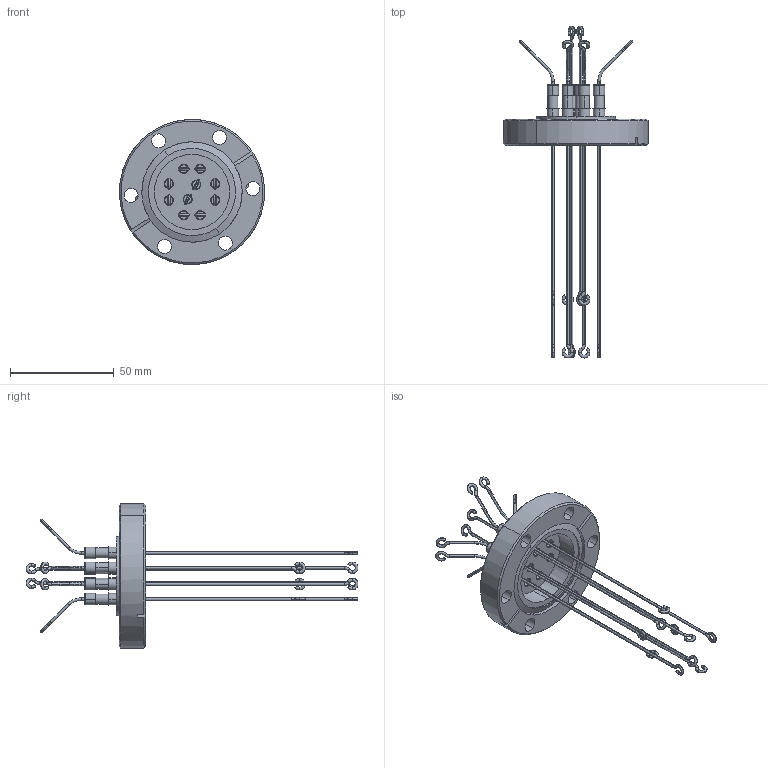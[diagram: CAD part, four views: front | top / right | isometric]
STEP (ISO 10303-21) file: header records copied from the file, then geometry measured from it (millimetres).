
FILE_DESCRIPTION (( 'STEP AP203' ), '1' );
FILE_NAME ('A0797-3-CF.STEP', '2013-04-01T12:10:39', ( '' ), ( '' ), 'SwSTEP 2.0', 'SolidWorks 2012', '' );
FILE_SCHEMA (( 'CONFIG_CONTROL_DESIGN' ));
Length unit declared in the file: inch
Products named in the file (1): A0797-3-CF
Bounding box: 69.79 x 159.72 x 69.74 mm (x, y, z)
Volume: 40668.3 mm3; surface area: 26530.8 mm2
Topology: 7 solids, 17 shells, 735 faces, 1608 edges, 969 vertices
Faces by surface type: cylinder 264, torus 262, cone 107, plane 102
Entity records: 21464 total; most frequent: CARTESIAN_POINT 4305, DIRECTION 4217, ORIENTED_EDGE 3216, AXIS2_PLACEMENT_3D 1919, EDGE_CURVE 1608, CIRCLE 1183, VERTEX_POINT 969, EDGE_LOOP 829
